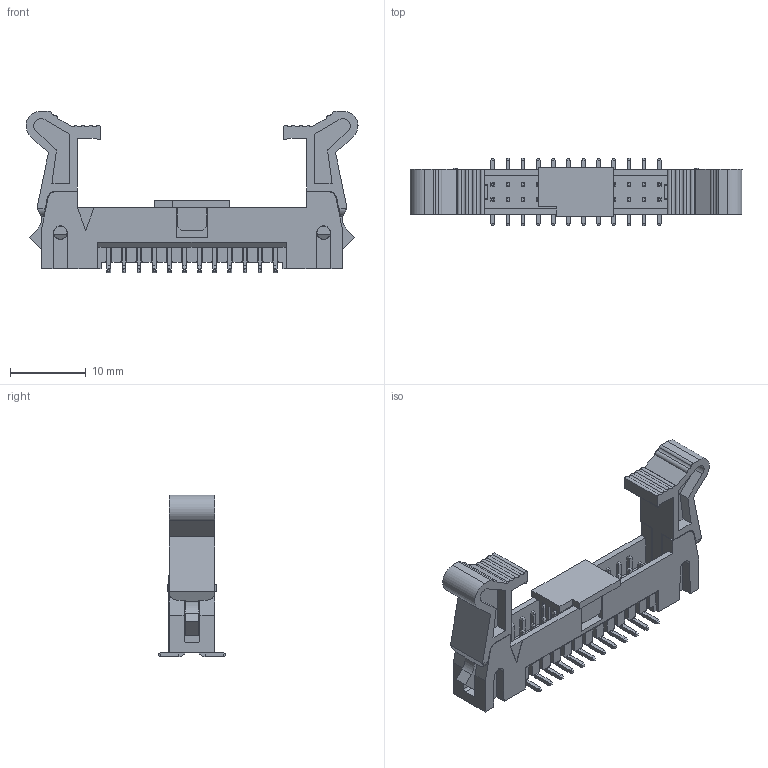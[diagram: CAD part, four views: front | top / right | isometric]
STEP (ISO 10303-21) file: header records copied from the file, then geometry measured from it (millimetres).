
FILE_DESCRIPTION( ('This file contains a STEP AP42 implementation' ,'as created by ZW3D STEP Interface translator.') ,'2;1' );
FILE_NAME( '3220-XXMXXBLX2.stp' ,'231127.143319', (''), ('ZWCAD Software Co.'), 'Version 1.0', 'ZW3D to STEP translator', '' );
FILE_SCHEMA(('AUTOMOTIVE_DESIGN { 1 0 10303 214 1 1 1 1 }'));
Length unit declared in the file: millimetre
Products named in the file (3): 0; 3220-24MG0BLP2; CAP3111-G201_6_1
Assembly tree (1 placements, depth 2):
  0
  3220-24MG0BLP2
    CAP3111-G201_6_1
Bounding box: 43.89 x 8.9 x 21.35 mm (x, y, z)
Volume: 1906.9 mm3; surface area: 3933.7 mm2
Topology: 3 solids, 3 shells, 1285 faces, 3228 edges, 1967 vertices
Faces by surface type: plane 1061, cylinder 220, cone 4
Full cylindrical faces by diameter (mm): 1 x4, 1.75 x4
Entity records: 38872 total; most frequent: CARTESIAN_POINT 6824, ORIENTED_EDGE 6456, DIRECTION 6118, EDGE_CURVE 3228, VECTOR 2764, LINE 2764, VERTEX_POINT 1967, AXIS2_PLACEMENT_3D 1677
